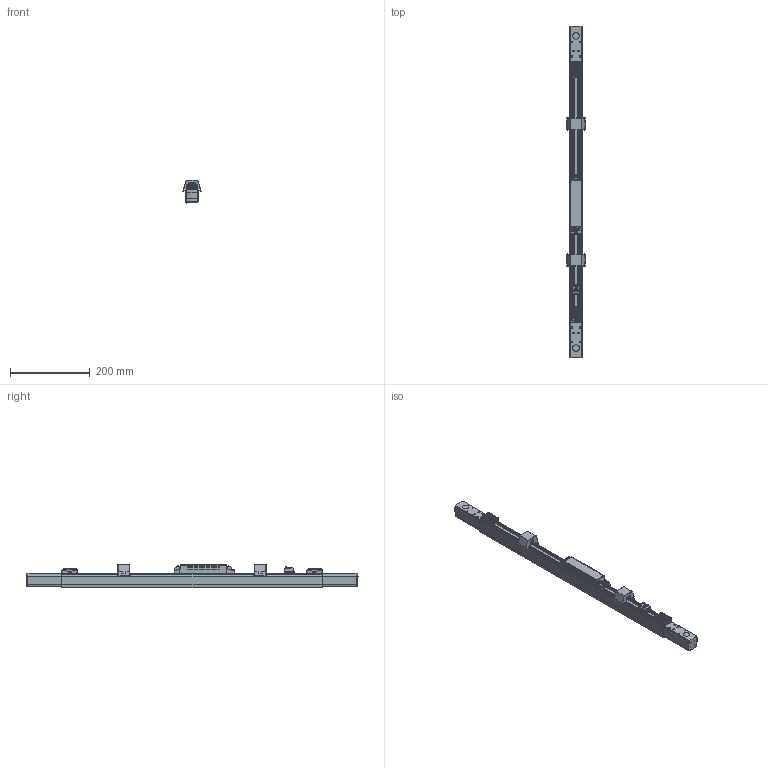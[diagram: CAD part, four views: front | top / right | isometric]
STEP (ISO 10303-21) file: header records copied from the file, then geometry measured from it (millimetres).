
FILE_DESCRIPTION(/* description */ ('This is a sample STEP configuration'),/* implementation_level */ '2;1');
FILE_NAME(/* name */ '715-0709210xxxxxx SIMPLE.ipt_Rev_00.2.stp',/* time_stamp */ '2023-04-04T10:09:34+02:00',/* author */ ('powerJobs'),/* organization */ ('coolOrange'),/* preprocessor_version */ 'ST-DEVELOPER v19.2',/* originating_system */ 'Autodesk Inventor 2023',/* authorisation */ '');
FILE_SCHEMA (('AUTOMOTIVE_DESIGN { 1 0 10303 214 3 1 1 }'));
Length unit declared in the file: millimetre
Products named in the file (1): ENG000025154
Bounding box: 45.15 x 830.32 x 57.9 mm (x, y, z)
Volume: 445143.3 mm3; surface area: 384162.1 mm2
Topology: 20 solids, 22 shells, 11087 faces, 30841 edges, 19814 vertices
Faces by surface type: plane 6871, cylinder 2835, bspline 1195, cone 76, torus 56, sphere 54
Full cylindrical faces by diameter (mm): 1.2 x2, 2.3 x2, 4.2 x1, 5.6 x1
Entity records: 428088 total; most frequent: CARTESIAN_POINT 145453, ORIENTED_EDGE 61518, DIRECTION 55812, EDGE_CURVE 30759, LINE 22280, VECTOR 22280, VERTEX_POINT 19812, AXIS2_PLACEMENT_3D 16766
